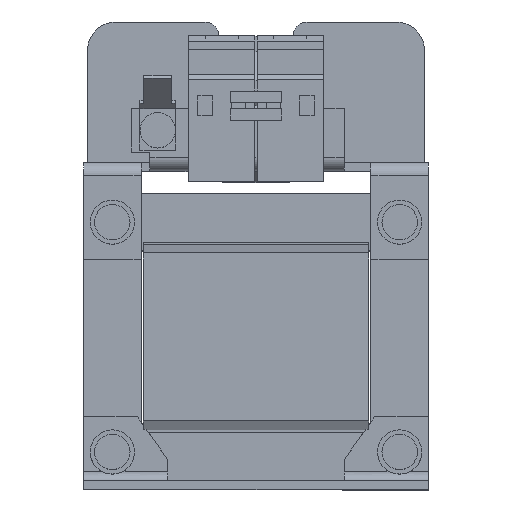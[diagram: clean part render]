
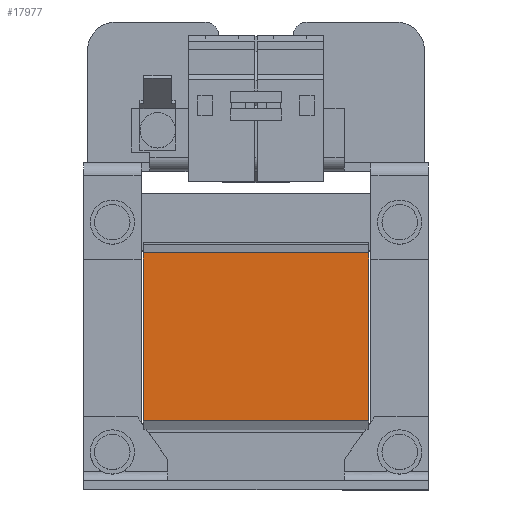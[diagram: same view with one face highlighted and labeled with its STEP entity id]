
A CAD part, top view. The second image highlights one B-rep face of the part: STEP entity #17977.
In plain terms, the highlighted planar face has unit normal (0, 0, 1).
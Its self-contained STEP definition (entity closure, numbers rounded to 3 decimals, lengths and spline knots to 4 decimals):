
#6922 = EDGE_CURVE ( 'NONE', #48549, #48898, #33703, .T. ) ;
#9052 = CARTESIAN_POINT ( 'NONE',  ( 1.0039, -0.748, 1.1594 ) ) ;
#11861 = EDGE_CURVE ( 'NONE', #36914, #48898, #28921, .T. ) ;
#16878 = CARTESIAN_POINT ( 'NONE',  ( 1.0039, 0.748, 1.1594 ) ) ;
#17333 = VECTOR ( 'NONE', #25553, 39.3701 ) ;
#17977 = ADVANCED_FACE ( 'NONE', ( #29478 ), #46805, .F. ) ;
#20905 = LINE ( 'NONE', #16878, #17333 ) ;
#21859 = VECTOR ( 'NONE', #28690, 39.3701 ) ;
#23350 = CARTESIAN_POINT ( 'NONE',  ( -1.0039, 0.748, 1.1594 ) ) ;
#24461 = VECTOR ( 'NONE', #24778, 39.3701 ) ;
#24778 = DIRECTION ( 'NONE',  ( 1., 0., 0. ) ) ;
#24864 = CARTESIAN_POINT ( 'NONE',  ( 1.0039, 0.748, 1.1594 ) ) ;
#25553 = DIRECTION ( 'NONE',  ( 1., 0., 0. ) ) ;
#28690 = DIRECTION ( 'NONE',  ( 0., -1., 0. ) ) ;
#28921 = LINE ( 'NONE', #38753, #39536 ) ;
#29478 = FACE_OUTER_BOUND ( 'NONE', #32017, .T. ) ;
#32017 = EDGE_LOOP ( 'NONE', ( #43801, #33172, #49122, #39076 ) ) ;
#33172 = ORIENTED_EDGE ( 'NONE', *, *, #11861, .F. ) ;
#33703 = LINE ( 'NONE', #42682, #24461 ) ;
#34348 = DIRECTION ( 'NONE',  ( 0., 1., 0. ) ) ;
#34508 = EDGE_CURVE ( 'NONE', #37255, #48549, #37367, .T. ) ;
#34929 = EDGE_CURVE ( 'NONE', #37255, #36914, #20905, .T. ) ;
#36914 = VERTEX_POINT ( 'NONE', #45098 ) ;
#37255 = VERTEX_POINT ( 'NONE', #23350 ) ;
#37367 = LINE ( 'NONE', #45188, #21859 ) ;
#37882 = DIRECTION ( 'NONE',  ( 0., -1., 0. ) ) ;
#38753 = CARTESIAN_POINT ( 'NONE',  ( 1.0039, 0., 1.1594 ) ) ;
#39076 = ORIENTED_EDGE ( 'NONE', *, *, #34508, .T. ) ;
#39536 = VECTOR ( 'NONE', #37882, 39.3701 ) ;
#41995 = CARTESIAN_POINT ( 'NONE',  ( -1.0039, -0.748, 1.1594 ) ) ;
#42682 = CARTESIAN_POINT ( 'NONE',  ( 1.0039, -0.748, 1.1594 ) ) ;
#42703 = AXIS2_PLACEMENT_3D ( 'NONE', #24864, #50827, #34348 ) ;
#43801 = ORIENTED_EDGE ( 'NONE', *, *, #6922, .T. ) ;
#45098 = CARTESIAN_POINT ( 'NONE',  ( 1.0039, 0.748, 1.1594 ) ) ;
#45188 = CARTESIAN_POINT ( 'NONE',  ( -1.0039, 0., 1.1594 ) ) ;
#46805 = PLANE ( 'NONE',  #42703 ) ;
#48549 = VERTEX_POINT ( 'NONE', #41995 ) ;
#48898 = VERTEX_POINT ( 'NONE', #9052 ) ;
#49122 = ORIENTED_EDGE ( 'NONE', *, *, #34929, .F. ) ;
#50827 = DIRECTION ( 'NONE',  ( 0., 0., -1. ) ) ;
